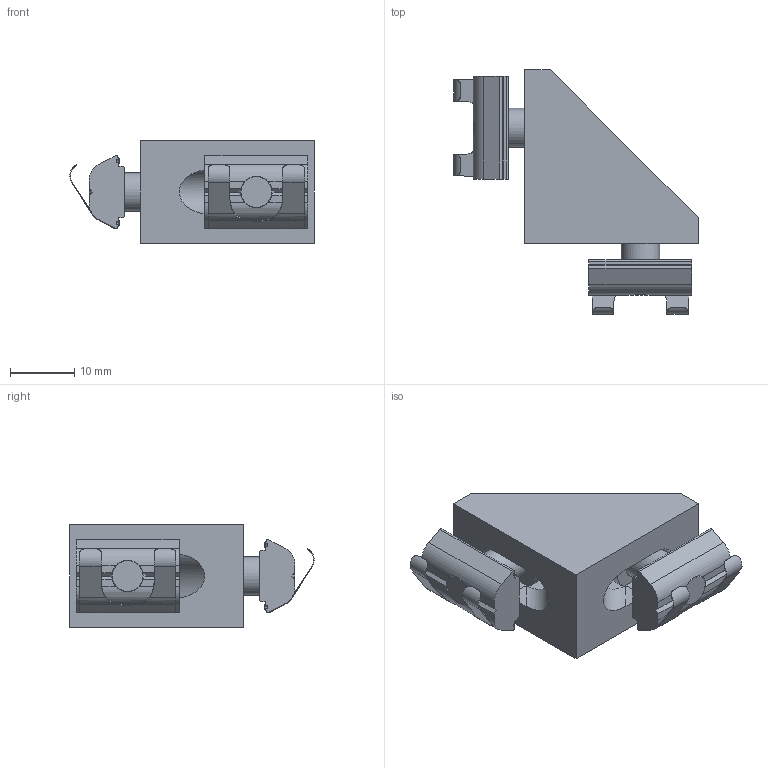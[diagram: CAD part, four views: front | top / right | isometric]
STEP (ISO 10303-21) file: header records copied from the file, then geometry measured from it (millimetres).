
FILE_DESCRIPTION(/* description */ ('Montagewinkel 16 GD-Z leitfähig'),/* implementation_level */ '2;1');
FILE_NAME(/* name */ 'ZEI_CAD_212077-6-REV01_#SALL_#AIN_#V1.step',/* time_stamp */ '2022-10-10T06:59:23+02:00',/* author */ ('MiniTec'),/* organization */ ('MiniTec GmbH & Co.KG'),/* preprocessor_version */ 'ST-DEVELOPER v18.1',/* originating_system */ 'Autodesk Inventor 2021',/* authorisation */ '');
FILE_SCHEMA (('CONFIG_CONTROL_DESIGN'));
Length unit declared in the file: millimetre
Products named in the file (4): leer; 21-2077-1FZ.002; leer_1; MTW_1-00126776
Assembly tree (5 placements, depth 2):
  leer
    21-2077-1FZ.002
    leer_1  x2
    MTW_1-00126776  x2
Bounding box: 37.99 x 37.99 x 16 mm (x, y, z)
Volume: 6553.7 mm3; surface area: 5712.9 mm2
Topology: 5 solids, 5 shells, 224 faces, 654 edges, 424 vertices
Faces by surface type: plane 122, cylinder 74, cone 20, bspline 4, torus 4
Full cylindrical faces by diameter (mm): 4.917 x2, 6 x2, 10 x2
Entity records: 5040 total; most frequent: CARTESIAN_POINT 1083, ORIENTED_EDGE 814, DIRECTION 806, EDGE_CURVE 407, AXIS2_PLACEMENT_3D 280, VERTEX_POINT 270, LINE 246, VECTOR 246
